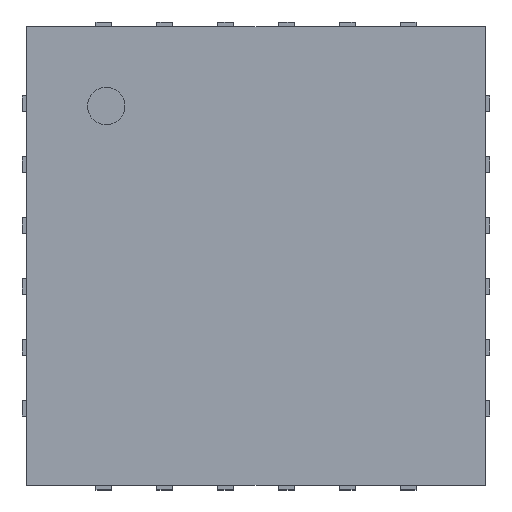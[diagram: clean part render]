
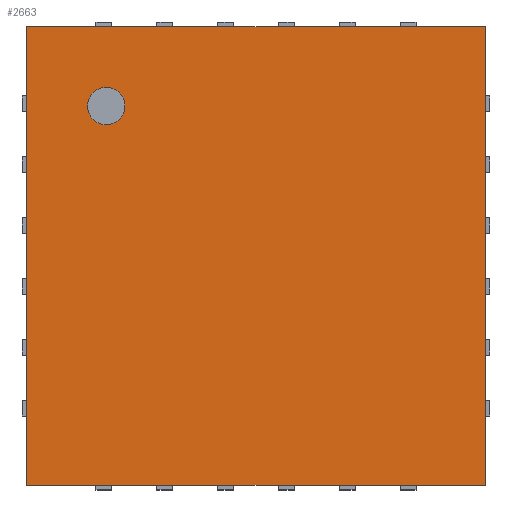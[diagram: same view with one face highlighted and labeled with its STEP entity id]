
A CAD part, top view. The second image highlights one B-rep face of the part: STEP entity #2663.
In plain terms, the highlighted planar face has unit normal (0, 0, 1).
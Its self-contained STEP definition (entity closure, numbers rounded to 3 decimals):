
#13=DIRECTION('',(0.,0.,1.));
#27=VECTOR('',#28,1.);
#28=DIRECTION('',(0.,-1.,0.));
#79=DIRECTION('',(1.,0.,0.));
#126=VECTOR('',#79,1.);
#737=ORIENTED_EDGE('',*,*,#738,.F.);
#738=EDGE_CURVE('',#739,#741,#743,.T.);
#739=VERTEX_POINT('',#740);
#740=CARTESIAN_POINT('',(-2.45,2.45,1.1));
#741=VERTEX_POINT('',#742);
#742=CARTESIAN_POINT('',(2.45,2.45,1.1));
#743=LINE('',#740,#126);
#765=DIRECTION('',(0.,0.,-1.));
#862=ORIENTED_EDGE('',*,*,#863,.T.);
#863=EDGE_CURVE('',#739,#864,#866,.T.);
#864=VERTEX_POINT('',#865);
#865=CARTESIAN_POINT('',(-2.45,-2.45,1.1));
#866=LINE('',#740,#27);
#1728=EDGE_CURVE('',#741,#1729,#1731,.T.);
#1729=VERTEX_POINT('',#1730);
#1730=CARTESIAN_POINT('',(2.45,-2.45,1.1));
#1731=LINE('',#742,#27);
#1838=EDGE_CURVE('',#864,#1729,#1839,.T.);
#1839=LINE('',#865,#126);
#2663=ADVANCED_FACE('',(#2664,#2668),#2677,.T.);
#2664=FACE_BOUND('',#2665,.T.);
#2665=EDGE_LOOP('',(#737,#862,#2666,#2667));
#2666=ORIENTED_EDGE('',*,*,#1838,.T.);
#2667=ORIENTED_EDGE('',*,*,#1728,.F.);
#2668=FACE_BOUND('',#2669,.T.);
#2669=EDGE_LOOP('',(#2670));
#2670=ORIENTED_EDGE('',*,*,#2671,.T.);
#2671=EDGE_CURVE('',#2672,#2672,#2674,.T.);
#2672=VERTEX_POINT('',#2673);
#2673=CARTESIAN_POINT('',(-1.6,1.4,1.1));
#2674=CIRCLE('',#2675,0.2);
#2675=AXIS2_PLACEMENT_3D('',#2676,#765,#28);
#2676=CARTESIAN_POINT('',(-1.6,1.6,1.1));
#2677=PLANE('',#2678);
#2678=AXIS2_PLACEMENT_3D('',#740,#13,#28);
